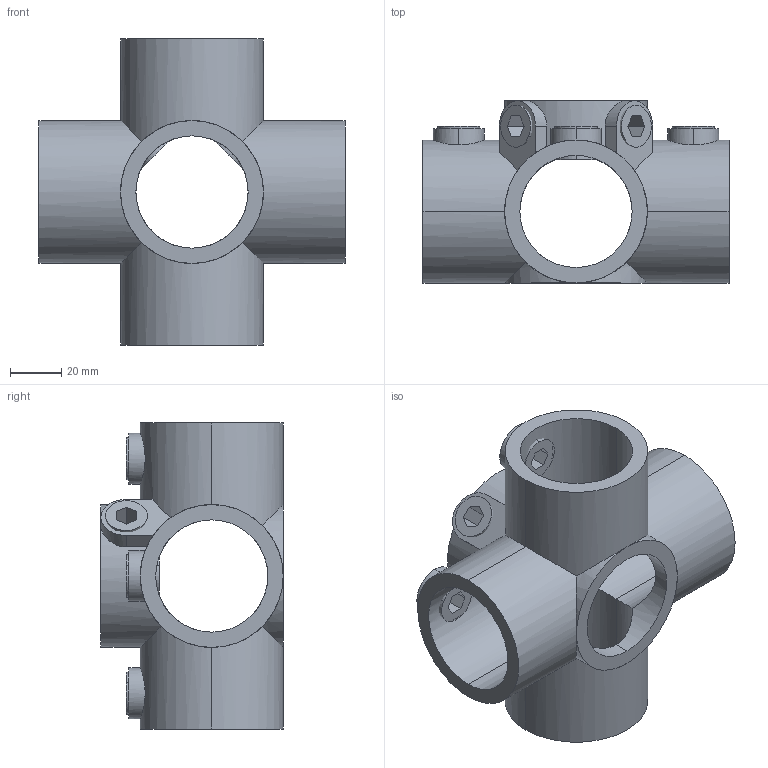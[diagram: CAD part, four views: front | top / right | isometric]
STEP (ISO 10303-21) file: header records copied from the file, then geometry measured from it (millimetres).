
FILE_DESCRIPTION (( 'STEP AP203' ), '1' );
FILE_NAME ('158-C42.step', '2015-09-17T16:24:36', ( '' ), ( '' ), 'SwSTEP 2.0', 'SolidWorks 2015', '' );
FILE_SCHEMA (( 'CONFIG_CONTROL_DESIGN' ));
Length unit declared in the file: millimetre
Products named in the file (3): 158-C42 Teil1_zeichnung; 158-C42 Teil2_zeichnung; 158-C42
Assembly tree (7 placements, depth 2):
  158-C42
    158-C42 Teil1_zeichnung
    158-C42 Teil2_zeichnung  x6
Bounding box: 120 x 71.5 x 120 mm (x, y, z)
Volume: 176259.6 mm3; surface area: 71347.8 mm2
Topology: 7 solids, 7 shells, 125 faces, 319 edges, 208 vertices
Faces by surface type: plane 64, cylinder 61
Entity records: 3797 total; most frequent: CARTESIAN_POINT 1577, ORIENTED_EDGE 398, DIRECTION 349, EDGE_CURVE 199, AXIS2_PLACEMENT_3D 138, VERTEX_POINT 128, EDGE_LOOP 99, FACE_OUTER_BOUND 75
